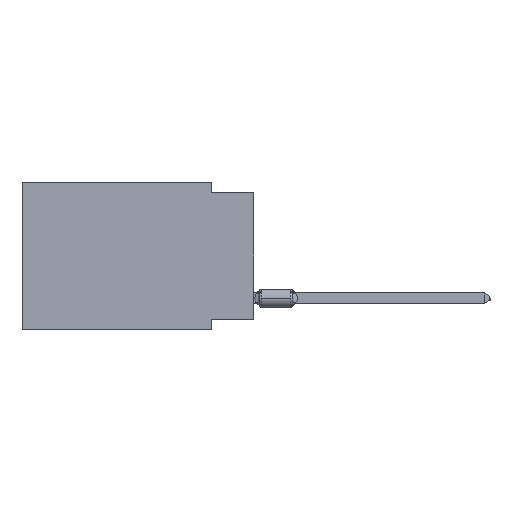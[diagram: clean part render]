
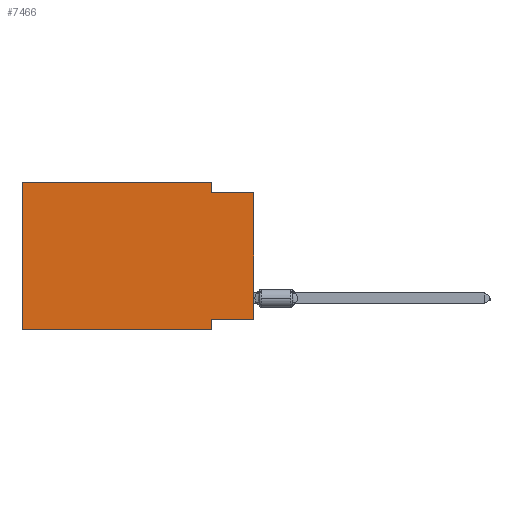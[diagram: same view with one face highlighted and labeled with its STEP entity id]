
A CAD part, left-side view. The second image highlights one B-rep face of the part: STEP entity #7466.
In plain terms, the highlighted planar face has unit normal (-1, 0, 0).
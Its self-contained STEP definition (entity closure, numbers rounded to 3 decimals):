
#486 = EDGE_CURVE ( 'NONE', #31686, #10635, #18683, .T. ) ;
#1753 = CARTESIAN_POINT ( 'NONE',  ( 0., 2.54, 0. ) ) ;
#2490 = DIRECTION ( 'NONE',  ( 0., -1., 0. ) ) ;
#3050 = CARTESIAN_POINT ( 'NONE',  ( 0., 13.97, 0. ) ) ;
#3409 = CARTESIAN_POINT ( 'NONE',  ( 0., 0., -8.255 ) ) ;
#3673 = DIRECTION ( 'NONE',  ( 0., 0., 1. ) ) ;
#4171 = ORIENTED_EDGE ( 'NONE', *, *, #27646, .F. ) ;
#4829 = VECTOR ( 'NONE', #14480, 1000. ) ;
#5682 = CARTESIAN_POINT ( 'NONE',  ( 0., 2.54, -8.89 ) ) ;
#6770 = DIRECTION ( 'NONE',  ( 0., 0., -1. ) ) ;
#7374 = ORIENTED_EDGE ( 'NONE', *, *, #21984, .F. ) ;
#7466 = ADVANCED_FACE ( 'NONE', ( #23452 ), #26122, .F. ) ;
#8167 = DIRECTION ( 'NONE',  ( 0., 1., 0. ) ) ;
#8860 = CARTESIAN_POINT ( 'NONE',  ( 0., 13.97, 0. ) ) ;
#9528 = EDGE_CURVE ( 'NONE', #10950, #31946, #17166, .T. ) ;
#10075 = VERTEX_POINT ( 'NONE', #3050 ) ;
#10470 = LINE ( 'NONE', #21485, #17461 ) ;
#10635 = VERTEX_POINT ( 'NONE', #5682 ) ;
#10950 = VERTEX_POINT ( 'NONE', #3409 ) ;
#11528 = LINE ( 'NONE', #8860, #21212 ) ;
#12096 = DIRECTION ( 'NONE',  ( 1., 0., 0. ) ) ;
#13289 = LINE ( 'NONE', #35109, #27610 ) ;
#13786 = CARTESIAN_POINT ( 'NONE',  ( 0., 2.54, -0.635 ) ) ;
#14163 = VECTOR ( 'NONE', #21548, 1000. ) ;
#14480 = DIRECTION ( 'NONE',  ( 0., -1., 0. ) ) ;
#14716 = DIRECTION ( 'NONE',  ( 0., 0., 1. ) ) ;
#15926 = ORIENTED_EDGE ( 'NONE', *, *, #25168, .T. ) ;
#15994 = LINE ( 'NONE', #19173, #17424 ) ;
#16007 = AXIS2_PLACEMENT_3D ( 'NONE', #33743, #12096, #6770 ) ;
#17166 = LINE ( 'NONE', #27990, #29420 ) ;
#17424 = VECTOR ( 'NONE', #8167, 1000. ) ;
#17461 = VECTOR ( 'NONE', #2490, 1000. ) ;
#17725 = ORIENTED_EDGE ( 'NONE', *, *, #31039, .F. ) ;
#17854 = CARTESIAN_POINT ( 'NONE',  ( 0., 2.54, -8.255 ) ) ;
#18082 = ORIENTED_EDGE ( 'NONE', *, *, #486, .F. ) ;
#18683 = LINE ( 'NONE', #34477, #34804 ) ;
#19173 = CARTESIAN_POINT ( 'NONE',  ( 0., 0., -8.255 ) ) ;
#21212 = VECTOR ( 'NONE', #14716, 1000. ) ;
#21485 = CARTESIAN_POINT ( 'NONE',  ( 0., 13.97, 0. ) ) ;
#21548 = DIRECTION ( 'NONE',  ( 0., -1., 0. ) ) ;
#21984 = EDGE_CURVE ( 'NONE', #35039, #10075, #11528, .T. ) ;
#23361 = VERTEX_POINT ( 'NONE', #1753 ) ;
#23452 = FACE_OUTER_BOUND ( 'NONE', #26176, .T. ) ;
#23605 = VERTEX_POINT ( 'NONE', #13786 ) ;
#23681 = LINE ( 'NONE', #24201, #14163 ) ;
#24201 = CARTESIAN_POINT ( 'NONE',  ( 0., 0., -0.635 ) ) ;
#24742 = CARTESIAN_POINT ( 'NONE',  ( 0., 0., -0.635 ) ) ;
#25168 = EDGE_CURVE ( 'NONE', #35039, #10635, #27972, .T. ) ;
#25671 = ORIENTED_EDGE ( 'NONE', *, *, #28571, .F. ) ;
#26122 = PLANE ( 'NONE',  #16007 ) ;
#26176 = EDGE_LOOP ( 'NONE', ( #26392, #27049, #25671, #17725, #7374, #15926, #18082, #4171 ) ) ;
#26392 = ORIENTED_EDGE ( 'NONE', *, *, #9528, .T. ) ;
#26784 = DIRECTION ( 'NONE',  ( 0., 0., -1. ) ) ;
#27049 = ORIENTED_EDGE ( 'NONE', *, *, #33573, .F. ) ;
#27610 = VECTOR ( 'NONE', #26784, 1000. ) ;
#27646 = EDGE_CURVE ( 'NONE', #10950, #31686, #15994, .T. ) ;
#27972 = LINE ( 'NONE', #30798, #4829 ) ;
#27990 = CARTESIAN_POINT ( 'NONE',  ( 0., 0., 0. ) ) ;
#28571 = EDGE_CURVE ( 'NONE', #23361, #23605, #13289, .T. ) ;
#29420 = VECTOR ( 'NONE', #3673, 1000. ) ;
#29666 = DIRECTION ( 'NONE',  ( 0., 0., -1. ) ) ;
#30798 = CARTESIAN_POINT ( 'NONE',  ( 0., 13.97, -8.89 ) ) ;
#31039 = EDGE_CURVE ( 'NONE', #10075, #23361, #10470, .T. ) ;
#31686 = VERTEX_POINT ( 'NONE', #17854 ) ;
#31946 = VERTEX_POINT ( 'NONE', #24742 ) ;
#33573 = EDGE_CURVE ( 'NONE', #23605, #31946, #23681, .T. ) ;
#33743 = CARTESIAN_POINT ( 'NONE',  ( 0., 13.97, 0. ) ) ;
#34298 = CARTESIAN_POINT ( 'NONE',  ( 0., 13.97, -8.89 ) ) ;
#34477 = CARTESIAN_POINT ( 'NONE',  ( 0., 2.54, -8.89 ) ) ;
#34804 = VECTOR ( 'NONE', #29666, 1000. ) ;
#35039 = VERTEX_POINT ( 'NONE', #34298 ) ;
#35109 = CARTESIAN_POINT ( 'NONE',  ( 0., 2.54, 0. ) ) ;
